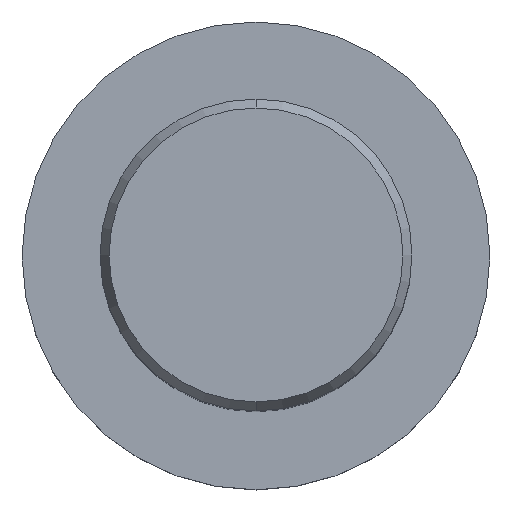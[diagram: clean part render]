
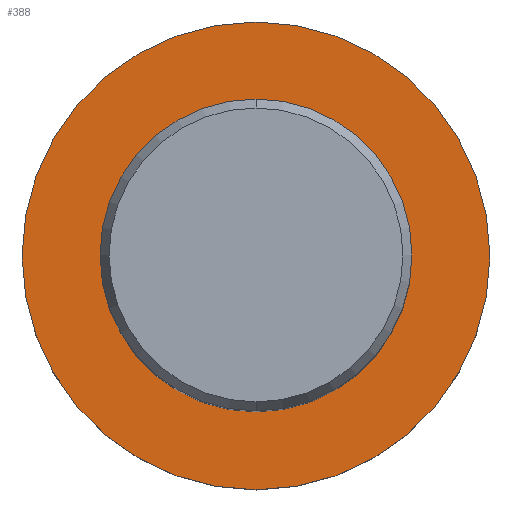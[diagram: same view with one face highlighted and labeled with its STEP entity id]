
A CAD part, top view. The second image highlights one B-rep face of the part: STEP entity #388.
In plain terms, the highlighted planar face has unit normal (0, 0, 1).
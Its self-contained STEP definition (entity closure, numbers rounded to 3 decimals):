
#216=EDGE_CURVE('',#306,#530,#584,.T.);
#252=EDGE_CURVE('',#402,#294,#622,.T.);
#294=VERTEX_POINT('',#668);
#306=VERTEX_POINT('',#681);
#388=ADVANCED_FACE('',(#776,#777),#778,.T.);
#402=VERTEX_POINT('',#794);
#456=EDGE_CURVE('',#530,#306,#849,.T.);
#482=EDGE_CURVE('',#294,#402,#875,.T.);
#530=VERTEX_POINT('',#929);
#584=CIRCLE('',#978,30.0);
#622=CIRCLE('',#1084,20.0);
#668=CARTESIAN_POINT('',(0.0,20.0,-70.0));
#681=CARTESIAN_POINT('',(0.0,30.0,-70.0));
#776=FACE_BOUND('',#1360,.T.);
#777=FACE_OUTER_BOUND('',#1361,.T.);
#778=PLANE('',#1362);
#794=CARTESIAN_POINT('',(0.,-20.0,-70.0));
#849=CIRCLE('',#1520,30.0);
#875=CIRCLE('',#1592,20.0);
#929=CARTESIAN_POINT('',(0.,-30.0,-70.0));
#978=AXIS2_PLACEMENT_3D('',#1759,#1760,#1761);
#1084=AXIS2_PLACEMENT_3D('',#1792,#1793,#1794);
#1360=EDGE_LOOP('',(#2006,#2007));
#1361=EDGE_LOOP('',(#2008,#2009));
#1362=AXIS2_PLACEMENT_3D('',#2010,#2011,#2012);
#1520=AXIS2_PLACEMENT_3D('',#2063,#2064,#2065);
#1592=AXIS2_PLACEMENT_3D('',#2080,#2081,#2082);
#1759=CARTESIAN_POINT('',(0.0,0.0,-70.0));
#1760=DIRECTION('',(0.0,0.0,-1.0));
#1761=DIRECTION('',(0.0,1.0,0.0));
#1792=CARTESIAN_POINT('',(0.0,0.0,-70.0));
#1793=DIRECTION('',(-0.0,0.0,-1.0));
#1794=DIRECTION('',(0.0,1.0,0.0));
#2006=ORIENTED_EDGE('',*,*,#482,.T.);
#2007=ORIENTED_EDGE('',*,*,#252,.T.);
#2008=ORIENTED_EDGE('',*,*,#216,.F.);
#2009=ORIENTED_EDGE('',*,*,#456,.F.);
#2010=CARTESIAN_POINT('',(0.0,15.0,-70.0));
#2011=DIRECTION('',(-0.0,0.0,1.0));
#2012=DIRECTION('',(0.0,-1.0,0.0));
#2063=CARTESIAN_POINT('',(0.0,0.0,-70.0));
#2064=DIRECTION('',(0.0,0.0,-1.0));
#2065=DIRECTION('',(0.0,1.0,0.0));
#2080=CARTESIAN_POINT('',(0.0,0.0,-70.0));
#2081=DIRECTION('',(-0.0,0.0,-1.0));
#2082=DIRECTION('',(0.0,1.0,0.0));
